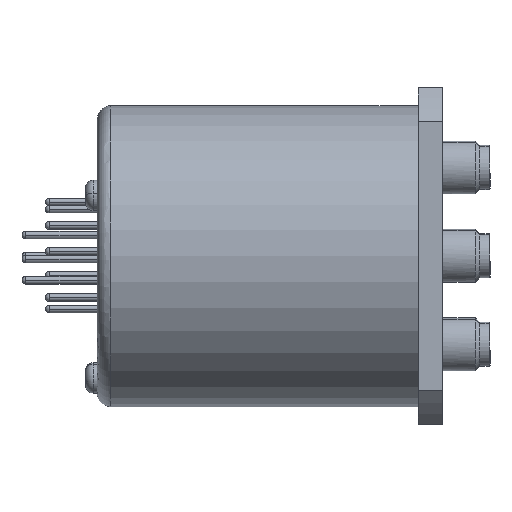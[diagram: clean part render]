
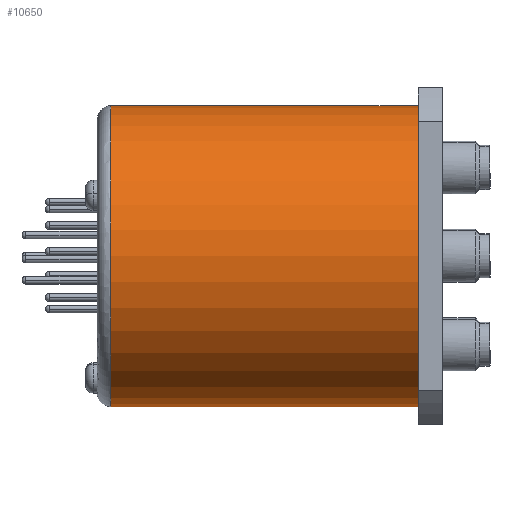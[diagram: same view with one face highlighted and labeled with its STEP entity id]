
A CAD part, left-side view. The second image highlights one B-rep face of the part: STEP entity #10650.
In plain terms, the highlighted cylindrical face has radius 19.9 mm (diameter 39.8 mm), a partial arc.
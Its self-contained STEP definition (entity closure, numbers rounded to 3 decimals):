
#773 = DIRECTION ( 'NONE',  ( 0., -1., 0. ) ) ;
#940 = ORIENTED_EDGE ( 'NONE', *, *, #4077, .T. ) ;
#1340 = EDGE_LOOP ( 'NONE', ( #3924, #8120, #4366, #940 ) ) ;
#1906 = CIRCLE ( 'NONE', #9155, 19.9 ) ;
#2212 = CARTESIAN_POINT ( 'NONE',  ( 0., 3.2, 0. ) ) ;
#2481 = AXIS2_PLACEMENT_3D ( 'NONE', #4617, #773, #7648 ) ;
#2617 = CARTESIAN_POINT ( 'NONE',  ( 0., 45.63, -19.9 ) ) ;
#2654 = CARTESIAN_POINT ( 'NONE',  ( 0., 3.2, 19.9 ) ) ;
#3690 = FACE_OUTER_BOUND ( 'NONE', #1340, .T. ) ;
#3714 = CIRCLE ( 'NONE', #11988, 19.9 ) ;
#3836 = LINE ( 'NONE', #2617, #6434 ) ;
#3924 = ORIENTED_EDGE ( 'NONE', *, *, #10100, .F. ) ;
#4077 = EDGE_CURVE ( 'NONE', #11215, #7683, #1906, .T. ) ;
#4366 = ORIENTED_EDGE ( 'NONE', *, *, #8523, .T. ) ;
#4557 = LINE ( 'NONE', #12331, #11687 ) ;
#4617 = CARTESIAN_POINT ( 'NONE',  ( 0., 45.63, 0. ) ) ;
#4822 = DIRECTION ( 'NONE',  ( 0., -1., 0. ) ) ;
#6174 = DIRECTION ( 'NONE',  ( 0., 0., 1. ) ) ;
#6434 = VECTOR ( 'NONE', #4822, 1000. ) ;
#7039 = CARTESIAN_POINT ( 'NONE',  ( 0., 3.2, -19.9 ) ) ;
#7648 = DIRECTION ( 'NONE',  ( 0., 0., -1. ) ) ;
#7683 = VERTEX_POINT ( 'NONE', #2654 ) ;
#8120 = ORIENTED_EDGE ( 'NONE', *, *, #9231, .T. ) ;
#8158 = CARTESIAN_POINT ( 'NONE',  ( 0., 43.83, 19.9 ) ) ;
#8523 = EDGE_CURVE ( 'NONE', #12786, #11215, #3836, .T. ) ;
#8754 = CYLINDRICAL_SURFACE ( 'NONE', #2481, 19.9 ) ;
#9074 = DIRECTION ( 'NONE',  ( 0., 1., 0. ) ) ;
#9155 = AXIS2_PLACEMENT_3D ( 'NONE', #2212, #9074, #6174 ) ;
#9231 = EDGE_CURVE ( 'NONE', #9561, #12786, #3714, .T. ) ;
#9561 = VERTEX_POINT ( 'NONE', #8158 ) ;
#9575 = DIRECTION ( 'NONE',  ( 0., -1., 0. ) ) ;
#10100 = EDGE_CURVE ( 'NONE', #9561, #7683, #4557, .T. ) ;
#10650 = ADVANCED_FACE ( 'NONE', ( #3690 ), #8754, .T. ) ;
#10721 = DIRECTION ( 'NONE',  ( 0., 0., 1. ) ) ;
#11215 = VERTEX_POINT ( 'NONE', #7039 ) ;
#11486 = DIRECTION ( 'NONE',  ( 0., -1., 0. ) ) ;
#11687 = VECTOR ( 'NONE', #11486, 1000. ) ;
#11886 = CARTESIAN_POINT ( 'NONE',  ( 0., 43.83, -19.9 ) ) ;
#11988 = AXIS2_PLACEMENT_3D ( 'NONE', #12736, #9575, #10721 ) ;
#12331 = CARTESIAN_POINT ( 'NONE',  ( 0., 45.63, 19.9 ) ) ;
#12736 = CARTESIAN_POINT ( 'NONE',  ( 0., 43.83, 0. ) ) ;
#12786 = VERTEX_POINT ( 'NONE', #11886 ) ;
